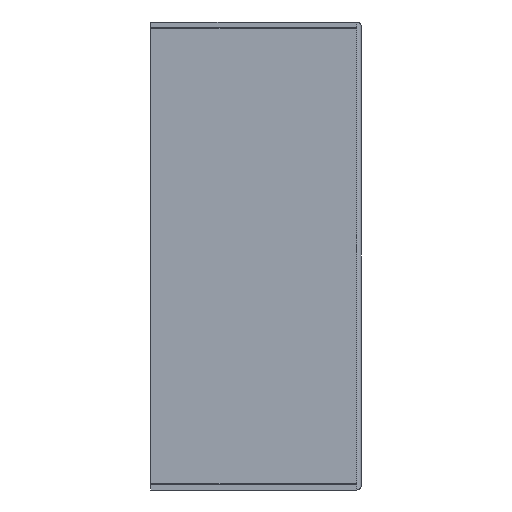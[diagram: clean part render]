
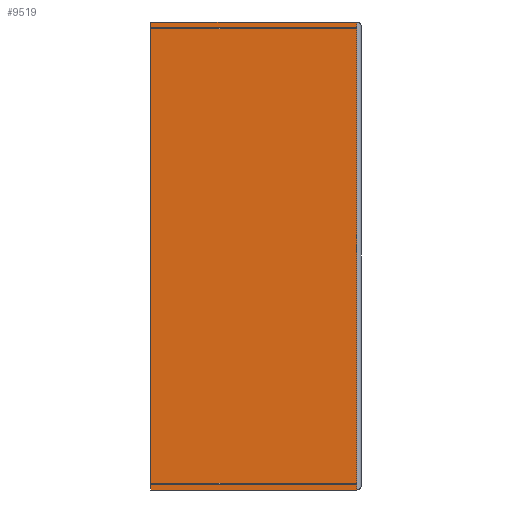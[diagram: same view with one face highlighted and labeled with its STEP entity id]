
A CAD part, left-side view. The second image highlights one B-rep face of the part: STEP entity #9519.
In plain terms, the highlighted planar face has unit normal (-1, 0, 0).
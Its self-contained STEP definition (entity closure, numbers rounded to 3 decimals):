
#2955=DIRECTION('',(0.,0.,1.));
#2956=VECTOR('',#2955,1.1);
#2957=CARTESIAN_POINT('',(-107.5,22.5,48.9));
#2958=LINE('',#2957,#2956);
#2963=DIRECTION('',(0.,0.,1.));
#2964=VECTOR('',#2963,97.2);
#2965=CARTESIAN_POINT('',(-107.5,22.5,-48.6));
#2966=LINE('',#2965,#2964);
#2975=DIRECTION('',(0.,0.,1.));
#2976=VECTOR('',#2975,1.1);
#2977=CARTESIAN_POINT('',(-107.5,22.5,-50.));
#2978=LINE('',#2977,#2976);
#3382=DIRECTION('',(0.,1.,0.));
#3383=VECTOR('',#3382,44.);
#3384=CARTESIAN_POINT('',(-107.5,-21.5,50.));
#3385=LINE('',#3384,#3383);
#4101=DIRECTION('',(0.,0.,-1.));
#4102=VECTOR('',#4101,100.);
#4103=CARTESIAN_POINT('',(-107.5,-21.5,50.));
#4104=LINE('',#4103,#4102);
#4105=DIRECTION('',(0.,1.,0.));
#4106=VECTOR('',#4105,44.);
#4107=CARTESIAN_POINT('',(-107.5,-21.5,-50.));
#4108=LINE('',#4107,#4106);
#4109=DIRECTION('',(0.,-1.,0.));
#4110=VECTOR('',#4109,43.78);
#4111=CARTESIAN_POINT('',(-107.5,22.5,-48.9));
#4112=LINE('',#4111,#4110);
#4113=CARTESIAN_POINT('',(-107.5,-21.28,-48.78));
#4114=DIRECTION('',(1.,0.,0.));
#4115=DIRECTION('',(0.,-1.,0.));
#4116=AXIS2_PLACEMENT_3D('',#4113,#4114,#4115);
#4118=DIRECTION('',(0.,0.,-1.));
#4119=VECTOR('',#4118,0.06);
#4120=CARTESIAN_POINT('',(-107.5,-21.4,-48.72));
#4121=LINE('',#4120,#4119);
#4122=CARTESIAN_POINT('',(-107.5,-21.28,-48.72));
#4123=DIRECTION('',(1.,0.,0.));
#4124=DIRECTION('',(0.,0.,1.));
#4125=AXIS2_PLACEMENT_3D('',#4122,#4123,#4124);
#4127=DIRECTION('',(0.,-1.,0.));
#4128=VECTOR('',#4127,43.78);
#4129=CARTESIAN_POINT('',(-107.5,22.5,-48.6));
#4130=LINE('',#4129,#4128);
#4131=DIRECTION('',(0.,-1.,0.));
#4132=VECTOR('',#4131,43.78);
#4133=CARTESIAN_POINT('',(-107.5,22.5,48.6));
#4134=LINE('',#4133,#4132);
#4135=CARTESIAN_POINT('',(-107.5,-21.28,48.72));
#4136=DIRECTION('',(1.,0.,0.));
#4137=DIRECTION('',(0.,-1.,0.));
#4138=AXIS2_PLACEMENT_3D('',#4135,#4136,#4137);
#4140=DIRECTION('',(0.,0.,-1.));
#4141=VECTOR('',#4140,0.06);
#4142=CARTESIAN_POINT('',(-107.5,-21.4,48.78));
#4143=LINE('',#4142,#4141);
#4144=CARTESIAN_POINT('',(-107.5,-21.28,48.78));
#4145=DIRECTION('',(1.,0.,0.));
#4146=DIRECTION('',(0.,0.,1.));
#4147=AXIS2_PLACEMENT_3D('',#4144,#4145,#4146);
#4149=DIRECTION('',(0.,-1.,0.));
#4150=VECTOR('',#4149,43.78);
#4151=CARTESIAN_POINT('',(-107.5,22.5,48.9));
#4152=LINE('',#4151,#4150);
#4942=CARTESIAN_POINT('',(-107.5,22.5,50.));
#4944=VERTEX_POINT('',#4942);
#4947=CARTESIAN_POINT('',(-107.5,22.5,-50.));
#4949=VERTEX_POINT('',#4947);
#4954=CARTESIAN_POINT('',(-107.5,22.5,48.6));
#4956=VERTEX_POINT('',#4954);
#4958=CARTESIAN_POINT('',(-107.5,22.5,48.9));
#4959=CARTESIAN_POINT('',(-107.5,-21.28,48.9));
#4960=VERTEX_POINT('',#4958);
#4961=VERTEX_POINT('',#4959);
#4962=CARTESIAN_POINT('',(-107.5,-21.4,48.78));
#4963=CARTESIAN_POINT('',(-107.5,-21.4,48.72));
#4964=VERTEX_POINT('',#4962);
#4965=VERTEX_POINT('',#4963);
#4966=CARTESIAN_POINT('',(-107.5,-21.28,48.6));
#4967=VERTEX_POINT('',#4966);
#4982=CARTESIAN_POINT('',(-107.5,22.5,-48.9));
#4983=VERTEX_POINT('',#4982);
#4984=CARTESIAN_POINT('',(-107.5,22.5,-48.6));
#4985=VERTEX_POINT('',#4984);
#5002=CARTESIAN_POINT('',(-107.5,-21.28,-48.6));
#5003=VERTEX_POINT('',#5002);
#5004=CARTESIAN_POINT('',(-107.5,-21.4,-48.72));
#5005=VERTEX_POINT('',#5004);
#5006=CARTESIAN_POINT('',(-107.5,-21.4,-48.78));
#5007=VERTEX_POINT('',#5006);
#5008=CARTESIAN_POINT('',(-107.5,-21.28,-48.9));
#5009=VERTEX_POINT('',#5008);
#5046=CARTESIAN_POINT('',(-107.5,-21.5,50.));
#5047=CARTESIAN_POINT('',(-107.5,-21.5,-50.));
#5048=VERTEX_POINT('',#5046);
#5049=VERTEX_POINT('',#5047);
#9491=CARTESIAN_POINT('',(-107.5,-22.5,-50.));
#9492=DIRECTION('',(-1.,0.,0.));
#9493=DIRECTION('',(0.,0.,1.));
#9494=AXIS2_PLACEMENT_3D('',#9491,#9492,#9493);
#9495=PLANE('',#9494);
#9496=ORIENTED_EDGE('',*,*,#9483,.T.);
#9497=ORIENTED_EDGE('',*,*,#8255,.T.);
#9498=ORIENTED_EDGE('',*,*,#8633,.T.);
#9499=ORIENTED_EDGE('',*,*,#8317,.T.);
#9501=ORIENTED_EDGE('',*,*,#9500,.F.);
#9502=ORIENTED_EDGE('',*,*,#7677,.F.);
#9504=ORIENTED_EDGE('',*,*,#9503,.F.);
#9506=ORIENTED_EDGE('',*,*,#9505,.F.);
#9507=ORIENTED_EDGE('',*,*,#8620,.T.);
#9508=ORIENTED_EDGE('',*,*,#8577,.T.);
#9510=ORIENTED_EDGE('',*,*,#9509,.F.);
#9511=ORIENTED_EDGE('',*,*,#7669,.F.);
#9513=ORIENTED_EDGE('',*,*,#9512,.F.);
#9514=ORIENTED_EDGE('',*,*,#8820,.F.);
#9515=ORIENTED_EDGE('',*,*,#8609,.T.);
#9516=ORIENTED_EDGE('',*,*,#8886,.F.);
#9517=EDGE_LOOP('',(#9496,#9497,#9498,#9499,#9501,#9502,#9504,#9506,#9507,#9508,
#9510,#9511,#9513,#9514,#9515,#9516));
#9518=FACE_OUTER_BOUND('',#9517,.F.);
#9519=ADVANCED_FACE('',(#9518),#9495,.T.);
#4117=CIRCLE('',#4116,0.12);
#4126=CIRCLE('',#4125,0.12);
#4139=CIRCLE('',#4138,0.12);
#4148=CIRCLE('',#4147,0.12);
#7669=EDGE_CURVE('',#4964,#4965,#4143,.T.);
#7677=EDGE_CURVE('',#5005,#5007,#4121,.T.);
#8255=EDGE_CURVE('',#5049,#4949,#4108,.T.);
#8317=EDGE_CURVE('',#4983,#5009,#4112,.T.);
#8577=EDGE_CURVE('',#4956,#4967,#4134,.T.);
#8609=EDGE_CURVE('',#4960,#4944,#2958,.T.);
#8620=EDGE_CURVE('',#4985,#4956,#2966,.T.);
#8633=EDGE_CURVE('',#4949,#4983,#2978,.T.);
#8820=EDGE_CURVE('',#4960,#4961,#4152,.T.);
#8886=EDGE_CURVE('',#5048,#4944,#3385,.T.);
#9483=EDGE_CURVE('',#5048,#5049,#4104,.T.);
#9500=EDGE_CURVE('',#5007,#5009,#4117,.T.);
#9503=EDGE_CURVE('',#5003,#5005,#4126,.T.);
#9505=EDGE_CURVE('',#4985,#5003,#4130,.T.);
#9509=EDGE_CURVE('',#4965,#4967,#4139,.T.);
#9512=EDGE_CURVE('',#4961,#4964,#4148,.T.);
